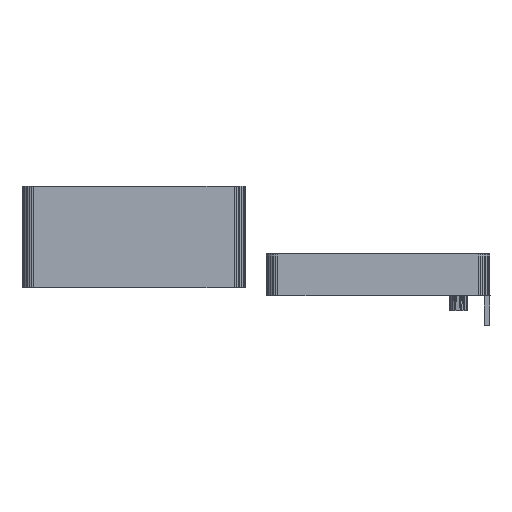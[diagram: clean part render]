
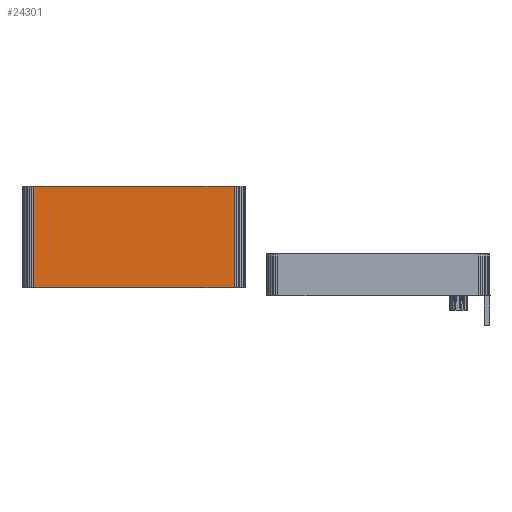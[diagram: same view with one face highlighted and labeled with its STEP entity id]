
A CAD part, left-side view. The second image highlights one B-rep face of the part: STEP entity #24301.
In plain terms, the highlighted face is planar.
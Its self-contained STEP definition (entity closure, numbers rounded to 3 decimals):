
#529=FACE_OUTER_BOUND('',#2187,.T.);
#2187=EDGE_LOOP('',(#17632,#17633,#17634,#17635));
#3923=LINE('',#34990,#7333);
#4207=LINE('',#35554,#7617);
#4474=LINE('',#36082,#7884);
#4499=LINE('',#36133,#7909);
#7333=VECTOR('',#28252,10.);
#7617=VECTOR('',#28660,1.);
#7884=VECTOR('',#29173,1.);
#7909=VECTOR('',#29234,1.);
#10473=VERTEX_POINT('',#34986);
#10475=VERTEX_POINT('',#34989);
#10693=VERTEX_POINT('',#35553);
#10831=VERTEX_POINT('',#36080);
#12508=EDGE_CURVE('',#10475,#10473,#3923,.T.);
#12792=EDGE_CURVE('',#10693,#10475,#4207,.T.);
#13059=EDGE_CURVE('',#10831,#10473,#4474,.T.);
#13084=EDGE_CURVE('',#10831,#10693,#4499,.T.);
#17632=ORIENTED_EDGE('',*,*,#12508,.T.);
#17633=ORIENTED_EDGE('',*,*,#13059,.F.);
#17634=ORIENTED_EDGE('',*,*,#13084,.T.);
#17635=ORIENTED_EDGE('',*,*,#12792,.T.);
#22655=PLANE('',#25974);
#24301=ADVANCED_FACE('',(#529),#22655,.T.);
#25974=AXIS2_PLACEMENT_3D('',#36156,#29264,#29265);
#28252=DIRECTION('',(1.,0.,0.));
#28660=DIRECTION('',(0.,0.,-1.));
#29173=DIRECTION('',(0.,0.,-1.));
#29234=DIRECTION('',(-1.,0.,0.));
#29264=DIRECTION('center_axis',(0.,-1.,0.));
#29265=DIRECTION('ref_axis',(0.,0.,-1.));
#34986=CARTESIAN_POINT('',(16.775,-13.975,-8.));
#34989=CARTESIAN_POINT('',(-16.775,-13.975,-8.));
#34990=CARTESIAN_POINT('',(-1.985,-13.975,-8.));
#35553=CARTESIAN_POINT('',(-16.775,-13.975,9.));
#35554=CARTESIAN_POINT('',(-16.775,-13.975,9.));
#36080=CARTESIAN_POINT('',(16.775,-13.975,9.));
#36082=CARTESIAN_POINT('',(16.775,-13.975,9.));
#36133=CARTESIAN_POINT('',(16.775,-13.975,9.));
#36156=CARTESIAN_POINT('Origin',(-16.775,-13.975,9.));
